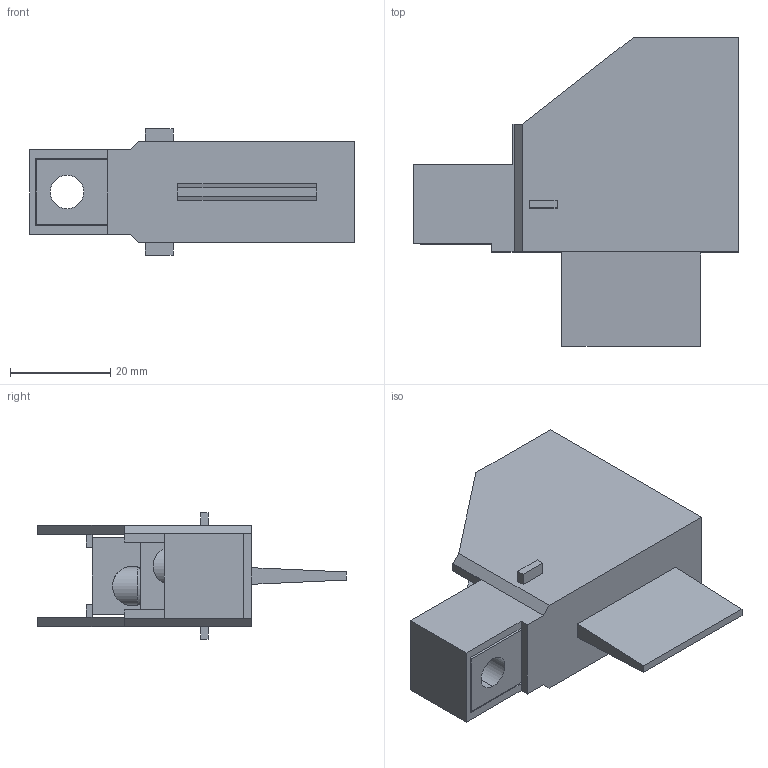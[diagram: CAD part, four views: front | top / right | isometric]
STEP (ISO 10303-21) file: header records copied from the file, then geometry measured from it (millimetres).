
FILE_DESCRIPTION (( 'STEP AP203' ), '1' );
FILE_NAME ('3TA150F3K.step', '2021-02-09T16:45:46', ( '' ), ( '' ), 'SwSTEP 2.0', 'SolidWorks 2019', '' );
FILE_SCHEMA (( 'CONFIG_CONTROL_DESIGN' ));
Length unit declared in the file: millimetre
Products named in the file (1): 3TA150F3K
Bounding box: 64.75 x 61.5 x 25.2 mm (x, y, z)
Volume: 21882.8 mm3; surface area: 19596.7 mm2
Topology: 5 solids, 5 shells, 135 faces, 345 edges, 222 vertices
Faces by surface type: plane 97, cylinder 20, cone 18
Entity records: 4366 total; most frequent: CARTESIAN_POINT 973, ORIENTED_EDGE 690, DIRECTION 661, EDGE_CURVE 345, VECTOR 277, LINE 277, VERTEX_POINT 222, AXIS2_PLACEMENT_3D 192
